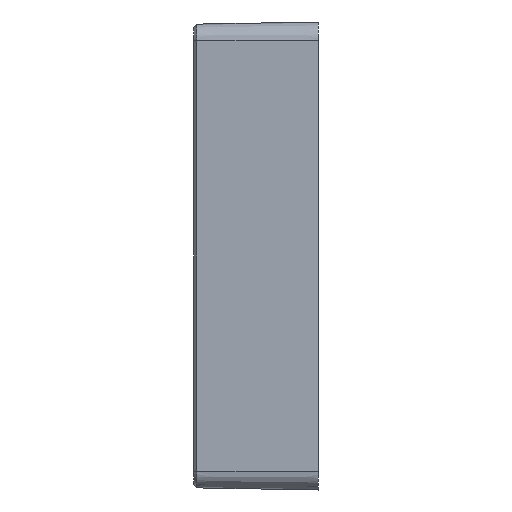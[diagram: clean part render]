
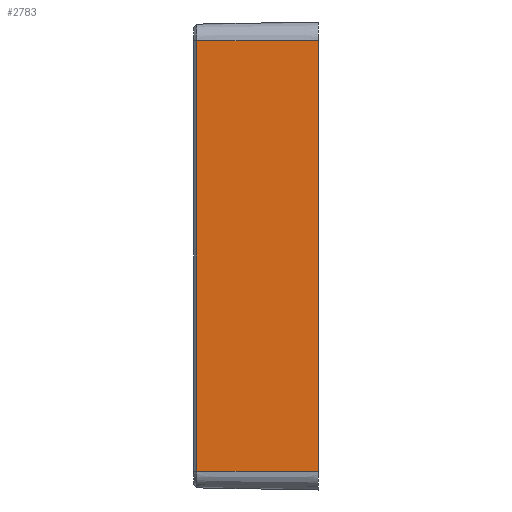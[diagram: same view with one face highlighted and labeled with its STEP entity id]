
A CAD part, left-side view. The second image highlights one B-rep face of the part: STEP entity #2783.
In plain terms, the highlighted planar face has unit normal (-1, 0.018, 0).
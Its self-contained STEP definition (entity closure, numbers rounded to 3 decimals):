
#1035 = FACE_OUTER_BOUND ( 'NONE', #2788, .T. ) ;
#1053 = CARTESIAN_POINT ( 'NONE',  ( -169.42, 38.982, -69.1 ) ) ;
#1054 = DIRECTION ( 'NONE',  ( -0.017, -1., 0. ) ) ;
#1055 = VECTOR ( 'NONE', #1054, 1000. ) ;
#1057 = PLANE ( 'NONE',  #1069 ) ;
#1058 = CARTESIAN_POINT ( 'NONE',  ( -170.1, 0., -69.1 ) ) ;
#1059 = LINE ( 'NONE', #1058, #1055 ) ;
#1066 = DIRECTION ( 'NONE',  ( -0.017, -1., 0. ) ) ;
#1067 = DIRECTION ( 'NONE',  ( -1., 0.017, 0. ) ) ;
#1068 = CARTESIAN_POINT ( 'NONE',  ( -170.1, 0., 69.1 ) ) ;
#1069 = AXIS2_PLACEMENT_3D ( 'NONE', #1068, #1067, #1066 ) ;
#1070 = CARTESIAN_POINT ( 'NONE',  ( -170.1, 0., 69.1 ) ) ;
#1073 = DIRECTION ( 'NONE',  ( 0., 0., -1. ) ) ;
#1074 = VECTOR ( 'NONE', #1073, 1000. ) ;
#1075 = CARTESIAN_POINT ( 'NONE',  ( -169.42, 38.982, -69.1 ) ) ;
#1076 = LINE ( 'NONE', #1075, #1074 ) ;
#1160 = DIRECTION ( 'NONE',  ( -0.017, -1., 0. ) ) ;
#1161 = VECTOR ( 'NONE', #1160, 1000. ) ;
#1162 = CARTESIAN_POINT ( 'NONE',  ( -170.1, 0., 69.1 ) ) ;
#1163 = LINE ( 'NONE', #1162, #1161 ) ;
#1228 = CARTESIAN_POINT ( 'NONE',  ( -170.1, 0., -69.1 ) ) ;
#1229 = CARTESIAN_POINT ( 'NONE',  ( -169.42, 38.982, 69.1 ) ) ;
#1257 = DIRECTION ( 'NONE',  ( 0., 0., 1. ) ) ;
#1258 = VECTOR ( 'NONE', #1257, 1000. ) ;
#1259 = CARTESIAN_POINT ( 'NONE',  ( -170.1, 0., 69.1 ) ) ;
#1260 = LINE ( 'NONE', #1259, #1258 ) ;
#2783 = ADVANCED_FACE ( 'NONE', ( #1035 ), #1057, .T. ) ;
#2784 = ORIENTED_EDGE ( 'NONE', *, *, #2842, .F. ) ;
#2785 = VERTEX_POINT ( 'NONE', #1070 ) ;
#2786 = ORIENTED_EDGE ( 'NONE', *, *, #2787, .T. ) ;
#2787 = EDGE_CURVE ( 'NONE', #2896, #2792, #1076, .T. ) ;
#2788 = EDGE_LOOP ( 'NONE', ( #2784, #2786, #2859, #2860 ) ) ;
#2791 = EDGE_CURVE ( 'NONE', #2792, #2899, #1059, .T. ) ;
#2792 = VERTEX_POINT ( 'NONE', #1053 ) ;
#2842 = EDGE_CURVE ( 'NONE', #2896, #2785, #1163, .T. ) ;
#2859 = ORIENTED_EDGE ( 'NONE', *, *, #2791, .T. ) ;
#2860 = ORIENTED_EDGE ( 'NONE', *, *, #2900, .T. ) ;
#2896 = VERTEX_POINT ( 'NONE', #1229 ) ;
#2899 = VERTEX_POINT ( 'NONE', #1228 ) ;
#2900 = EDGE_CURVE ( 'NONE', #2899, #2785, #1260, .T. ) ;
